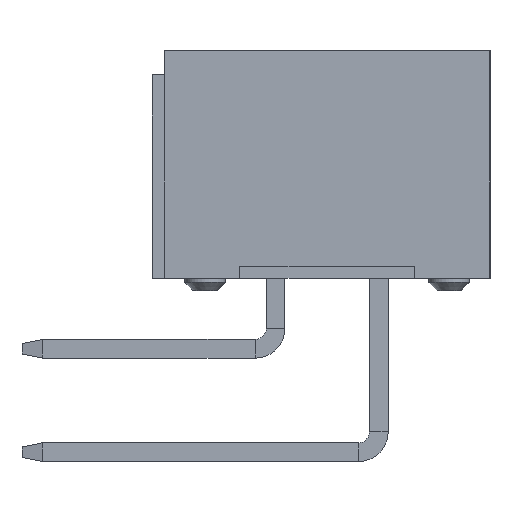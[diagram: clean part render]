
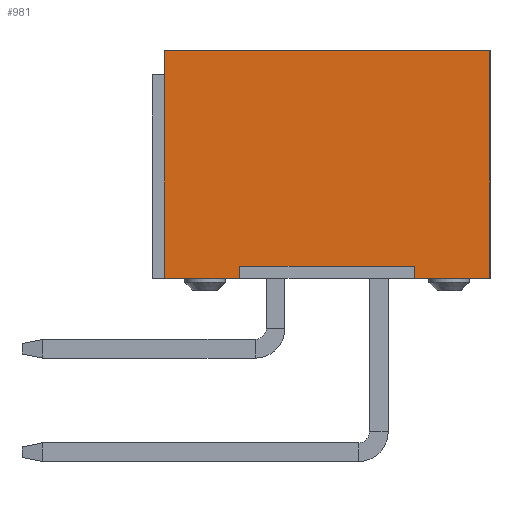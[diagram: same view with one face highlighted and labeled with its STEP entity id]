
A CAD part, left-side view. The second image highlights one B-rep face of the part: STEP entity #981.
In plain terms, the highlighted planar face has unit normal (-1, 0, 0).
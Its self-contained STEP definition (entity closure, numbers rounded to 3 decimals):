
#682=CARTESIAN_POINT('',(-11.62,4.,-2.8));
#683=VERTEX_POINT('',#682);
#690=CARTESIAN_POINT('',(-11.62,4.,2.8));
#691=VERTEX_POINT('',#690);
#692=CARTESIAN_POINT('',(-11.62,4.,-2.8));
#693=DIRECTION('',(0.,0.,1.));
#694=VECTOR('',#693,5.6);
#695=LINE('',#692,#694);
#696=EDGE_CURVE('',#683,#691,#695,.T.);
#728=CARTESIAN_POINT('',(-11.62,-4.,2.8));
#729=VERTEX_POINT('',#728);
#730=CARTESIAN_POINT('',(-11.62,4.,2.8));
#731=DIRECTION('',(0.,-1.,0.));
#732=VECTOR('',#731,8.);
#733=LINE('',#730,#732);
#734=EDGE_CURVE('',#691,#729,#733,.T.);
#824=CARTESIAN_POINT('',(-11.62,-4.,-2.8));
#825=VERTEX_POINT('',#824);
#826=CARTESIAN_POINT('',(-11.62,-4.,2.8));
#827=DIRECTION('',(0.,0.,-1.));
#828=VECTOR('',#827,5.6);
#829=LINE('',#826,#828);
#830=EDGE_CURVE('',#729,#825,#829,.T.);
#933=CARTESIAN_POINT('',(-11.62,0.,0.));
#934=DIRECTION('',(0.,-1.,0.));
#935=DIRECTION('',(-1.,0.,0.));
#936=AXIS2_PLACEMENT_3D('',#933,#935,#934);
#937=PLANE('',#936);
#938=ORIENTED_EDGE('',*,*,#734,.F.);
#939=ORIENTED_EDGE('',*,*,#696,.F.);
#940=CARTESIAN_POINT('',(-11.62,2.15,-2.8));
#941=VERTEX_POINT('',#940);
#942=CARTESIAN_POINT('',(-11.62,2.15,-2.8));
#943=DIRECTION('',(0.,1.,0.));
#944=VECTOR('',#943,1.85);
#945=LINE('',#942,#944);
#946=EDGE_CURVE('',#941,#683,#945,.T.);
#947=ORIENTED_EDGE('',*,*,#946,.F.);
#948=CARTESIAN_POINT('',(-11.62,2.15,-2.5));
#949=VERTEX_POINT('',#948);
#950=CARTESIAN_POINT('',(-11.62,2.15,-2.8));
#951=DIRECTION('',(0.,0.,1.));
#952=VECTOR('',#951,0.3);
#953=LINE('',#950,#952);
#954=EDGE_CURVE('',#941,#949,#953,.T.);
#955=ORIENTED_EDGE('',*,*,#954,.T.);
#956=CARTESIAN_POINT('',(-11.62,-2.15,-2.5));
#957=VERTEX_POINT('',#956);
#958=CARTESIAN_POINT('',(-11.62,2.15,-2.5));
#959=DIRECTION('',(0.,-1.,0.));
#960=VECTOR('',#959,4.3);
#961=LINE('',#958,#960);
#962=EDGE_CURVE('',#949,#957,#961,.T.);
#963=ORIENTED_EDGE('',*,*,#962,.T.);
#964=CARTESIAN_POINT('',(-11.62,-2.15,-2.8));
#965=VERTEX_POINT('',#964);
#966=CARTESIAN_POINT('',(-11.62,-2.15,-2.5));
#967=DIRECTION('',(0.,0.,-1.));
#968=VECTOR('',#967,0.3);
#969=LINE('',#966,#968);
#970=EDGE_CURVE('',#957,#965,#969,.T.);
#971=ORIENTED_EDGE('',*,*,#970,.T.);
#972=CARTESIAN_POINT('',(-11.62,-4.,-2.8));
#973=DIRECTION('',(0.,1.,0.));
#974=VECTOR('',#973,1.85);
#975=LINE('',#972,#974);
#976=EDGE_CURVE('',#825,#965,#975,.T.);
#977=ORIENTED_EDGE('',*,*,#976,.F.);
#978=ORIENTED_EDGE('',*,*,#830,.F.);
#979=EDGE_LOOP('',(#938,#939,#947,#955,#963,#971,#977,#978));
#980=FACE_OUTER_BOUND('',#979,.T.);
#981=ADVANCED_FACE('',(#980),#937,.T.);
